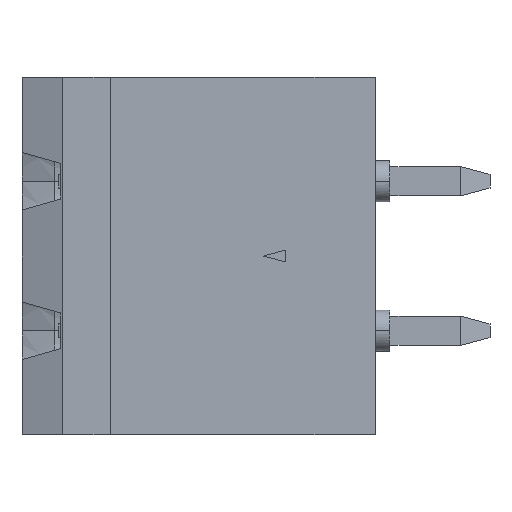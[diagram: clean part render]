
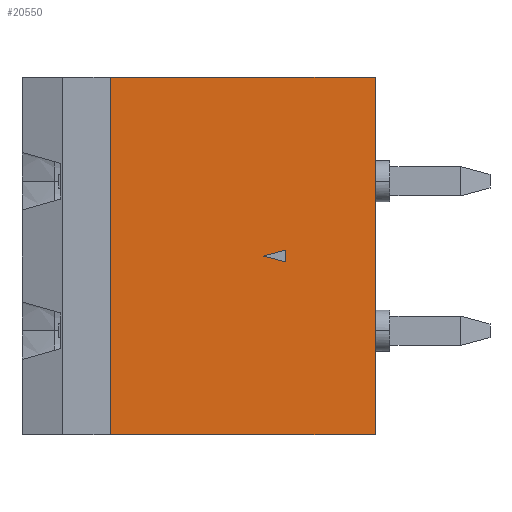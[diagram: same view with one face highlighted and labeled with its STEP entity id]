
A CAD part, left-side view. The second image highlights one B-rep face of the part: STEP entity #20550.
In plain terms, the highlighted face is planar.
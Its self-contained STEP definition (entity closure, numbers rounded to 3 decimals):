
#16390=CARTESIAN_POINT('',(45.627,45.443,3.54));
#16400=VERTEX_POINT('',#16390);
#16790=CARTESIAN_POINT('',(36.627,45.443,3.54));
#16800=VERTEX_POINT('',#16790);
#16830=CARTESIAN_POINT('',(0.,45.443,3.54));
#16840=DIRECTION('',(-1.,0.,0.));
#16850=VECTOR('',#16840,1.);
#16860=LINE('',#16830,#16850);
#16870=EDGE_CURVE('',#16400,#16800,#16860,.T.);
#19470=CARTESIAN_POINT('',(36.627,45.443,-8.62));
#19480=VERTEX_POINT('',#19470);
#19510=CARTESIAN_POINT('',(36.627,45.443,0.));
#19520=DIRECTION('',(0.,0.,-1.));
#19530=VECTOR('',#19520,1.);
#19540=LINE('',#19510,#19530);
#19550=EDGE_CURVE('',#16800,#19480,#19540,.T.);
#20060=CARTESIAN_POINT('',(45.627,45.443,-0.08));
#20070=DIRECTION('',(0.,1.,0.));
#20080=DIRECTION('',(1.,0.,0.));
#20090=AXIS2_PLACEMENT_3D('',#20060,#20070,#20080);
#20100=PLANE('',#20090);
#20110=CARTESIAN_POINT('',(39.677,45.443,0.));
#20120=DIRECTION('',(0.,0.,-1.));
#20130=VECTOR('',#20120,1.);
#20140=LINE('',#20110,#20130);
#20150=CARTESIAN_POINT('',(39.677,45.443,
-2.339));
#20160=VERTEX_POINT('',#20150);
#20170=CARTESIAN_POINT('',(39.677,45.443,
-2.741));
#20180=VERTEX_POINT('',#20170);
#20190=EDGE_CURVE('',#20160,#20180,#20140,.T.);
#20200=ORIENTED_EDGE('',*,*,#20190,.T.);
#20210=CARTESIAN_POINT('',(0.,45.443,8.292));
#20220=DIRECTION('',(-0.966,0.,0.259));
#20230=VECTOR('',#20220,1.);
#20240=LINE('',#20210,#20230);
#20250=CARTESIAN_POINT('',(40.427,45.443,-2.54));
#20260=VERTEX_POINT('',#20250);
#20270=EDGE_CURVE('',#20260,#20160,#20240,.T.);
#20280=ORIENTED_EDGE('',*,*,#20270,.T.);
#20290=CARTESIAN_POINT('',(0.,45.443,-13.372));
#20300=DIRECTION('',(0.966,0.,0.259));
#20310=VECTOR('',#20300,1.);
#20320=LINE('',#20290,#20310);
#20330=EDGE_CURVE('',#20180,#20260,#20320,.T.);
#20340=ORIENTED_EDGE('',*,*,#20330,.T.);
#20350=EDGE_LOOP('',(#20340,#20280,#20200));
#20360=FACE_BOUND('',#20350,.T.);
#20370=CARTESIAN_POINT('',(0.,45.443,-8.62));
#20380=DIRECTION('',(-1.,0.,0.));
#20390=VECTOR('',#20380,1.);
#20400=LINE('',#20370,#20390);
#20410=CARTESIAN_POINT('',(45.627,45.443,-8.62));
#20420=VERTEX_POINT('',#20410);
#20430=EDGE_CURVE('',#20420,#19480,#20400,.T.);
#20440=ORIENTED_EDGE('',*,*,#20430,.T.);
#20450=CARTESIAN_POINT('',(45.627,45.443,
-0.08));
#20460=DIRECTION('',(0.,0.,-1.));
#20470=VECTOR('',#20460,1.);
#20480=LINE('',#20450,#20470);
#20490=EDGE_CURVE('',#16400,#20420,#20480,.T.);
#20500=ORIENTED_EDGE('',*,*,#20490,.T.);
#20510=ORIENTED_EDGE('',*,*,#16870,.F.);
#20520=ORIENTED_EDGE('',*,*,#19550,.F.);
#20530=EDGE_LOOP('',(#20520,#20510,#20500,#20440));
#20540=FACE_OUTER_BOUND('',#20530,.T.);
#20550=ADVANCED_FACE('',(#20360,#20540),#20100,.T.);
